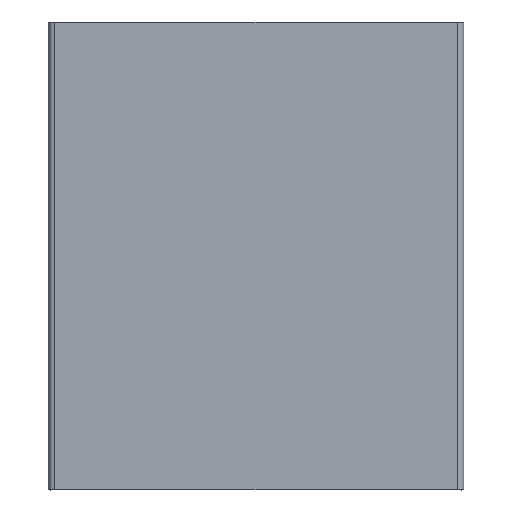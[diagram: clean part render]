
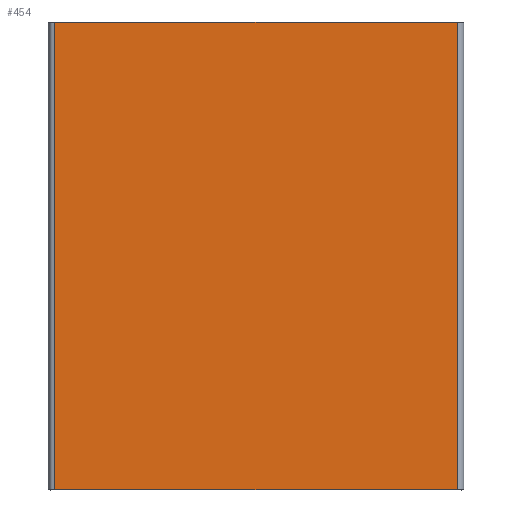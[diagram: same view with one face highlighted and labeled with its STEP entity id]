
A CAD part, top view. The second image highlights one B-rep face of the part: STEP entity #454.
In plain terms, the highlighted planar face has unit normal (0, 0, 1).
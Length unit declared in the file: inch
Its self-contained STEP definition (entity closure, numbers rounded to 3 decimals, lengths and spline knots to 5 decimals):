
#111=CARTESIAN_POINT('',(-2.582,0.,0.));
#112=VERTEX_POINT('',#111);
#120=CARTESIAN_POINT('',(2.582,0.,0.));
#121=VERTEX_POINT('',#120);
#122=CARTESIAN_POINT('',(-33.30887,0.,0.));
#123=DIRECTION('',(1.,0.,0.));
#124=VECTOR('',#123,1.);
#125=LINE('',#122,#124);
#126=EDGE_CURVE('',#112,#121,#125,.T.);
#388=CARTESIAN_POINT('',(-2.582,-6.,0.));
#389=VERTEX_POINT('',#388);
#397=CARTESIAN_POINT('',(-2.582,-6.,0.));
#398=DIRECTION('',(0.,1.,0.));
#399=VECTOR('',#398,1.);
#400=LINE('',#397,#399);
#401=EDGE_CURVE('',#389,#112,#400,.T.);
#413=CARTESIAN_POINT('',(2.582,-6.,0.));
#414=VERTEX_POINT('',#413);
#415=CARTESIAN_POINT('',(2.582,-6.,0.));
#416=DIRECTION('',(0.,1.,0.));
#417=VECTOR('',#416,1.);
#418=LINE('',#415,#417);
#419=EDGE_CURVE('',#414,#121,#418,.T.);
#438=ORIENTED_EDGE('',*,*,#126,.F.);
#439=ORIENTED_EDGE('',*,*,#401,.F.);
#440=CARTESIAN_POINT('',(2.582,-6.,0.));
#441=DIRECTION('',(-1.,0.,0.));
#442=VECTOR('',#441,1.);
#443=LINE('',#440,#442);
#444=EDGE_CURVE('',#414,#389,#443,.T.);
#445=ORIENTED_EDGE('',*,*,#444,.F.);
#446=ORIENTED_EDGE('',*,*,#419,.T.);
#447=EDGE_LOOP('',(#438,#439,#445,#446));
#448=FACE_OUTER_BOUND('',#447,.T.);
#449=CARTESIAN_POINT('',(0.,-6.,0.));
#450=DIRECTION('',(0.,0.,1.));
#451=DIRECTION('',(1.,0.,0.));
#452=AXIS2_PLACEMENT_3D('',#449,#450,#451);
#453=PLANE('',#452);
#454=ADVANCED_FACE('',(#448),#453,.T.);
